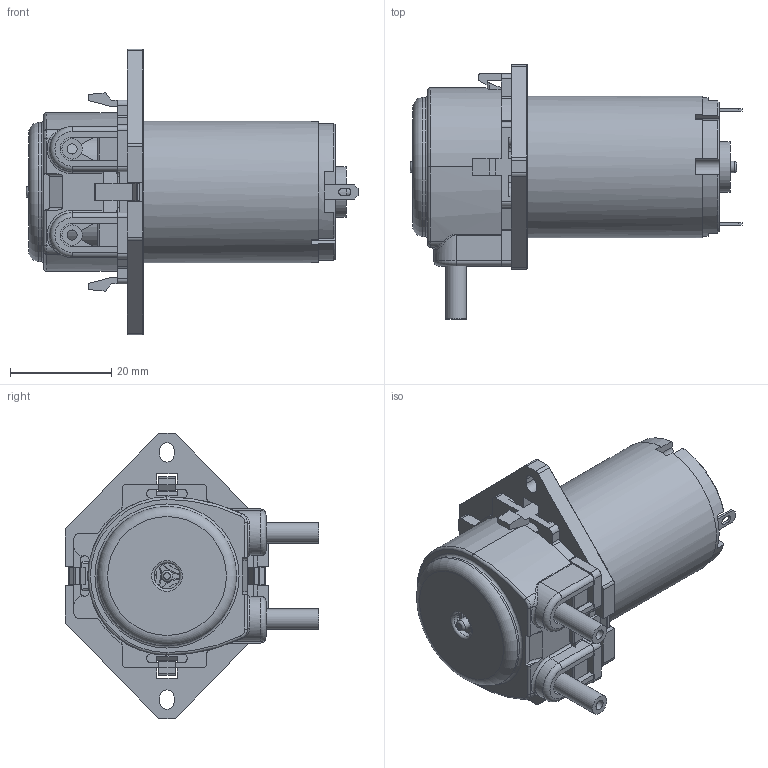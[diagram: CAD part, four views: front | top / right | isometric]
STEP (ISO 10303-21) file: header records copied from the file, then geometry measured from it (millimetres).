
FILE_DESCRIPTION(/* description */ ('','CAx-IF Rec.Pracs.---Representation and Presentation of Product Manufacturing Information (PMI)---4.0---2014-10-13'),/* implementation_level */ '2;1');
FILE_NAME(/* name */ 'Adafruit peristaltic pump assembly_v1.step',/* time_stamp */ '2025-01-08T23:55:04+01:00',/* author */ (''),/* organization */ (''),/* preprocessor_version */ 'ST-DEVELOPER v20',/* originating_system */ 'Autodesk Translation Framework v13.20.0.188',/* authorisation */ '');
FILE_SCHEMA (('AP242_MANAGED_MODEL_BASED_3D_ENGINEERING_MIM_LF { 1 0 10303 442 1 1 4 }'));
Length unit declared in the file: millimetre
Products named in the file (8): Adafruit peristaltic pump assembly; Adafruit peristaltic pump; Adafruit peristaltic pump.clip; Adafruit peristaltic pump.cap; Adafruit peristaltic pump.roller; Adafruit peristaltic pump.head; Adafruit peristaltic pump.retaining ring; Adafruit peristaltic pump.tubing
Assembly tree (10 placements, depth 2):
  Adafruit peristaltic pump assembly
    Adafruit peristaltic pump
    Adafruit peristaltic pump.clip
    Adafruit peristaltic pump.cap
    Adafruit peristaltic pump.roller  x3
    Adafruit peristaltic pump.head
    Adafruit peristaltic pump.retaining ring  x2
    Adafruit peristaltic pump.tubing
Bounding box: 65.53 x 50.12 x 56.3 mm (x, y, z)
Volume: 38385.2 mm3; surface area: 24088.8 mm2
Topology: 12 solids, 12 shells, 765 faces, 2036 edges, 1319 vertices
Faces by surface type: plane 425, cylinder 247, torus 49, cone 28, bspline 8, sphere 8
Full cylindrical faces by diameter (mm): 1.799 x10, 1.9 x2, 2 x2, 2.28 x1, 2.3 x1, 2.515 x12, 2.65 x3, 2.794 x2, 2.87 x6, 4 x2, 4.7 x1, 4.8 x1, 4.9 x1, 5.1 x1, 5.39 x6, 5.7 x1, 7.9 x1, 8.87 x6, 10 x2, 10.75 x3, 19.6 x1, 23.8 x1, 23.85 x1, 27.3 x1, 27.45 x1, 28 x1
Entity records: 23360 total; most frequent: CARTESIAN_POINT 6197, DIRECTION 3528, ORIENTED_EDGE 3492, EDGE_CURVE 1746, AXIS2_PLACEMENT_3D 1233, VERTEX_POINT 1135, LINE 1062, VECTOR 1062
